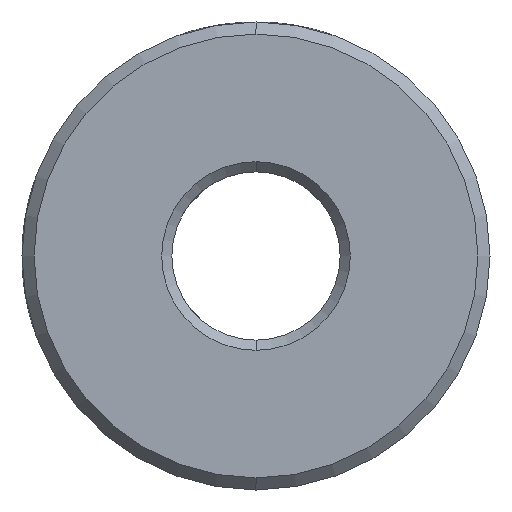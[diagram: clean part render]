
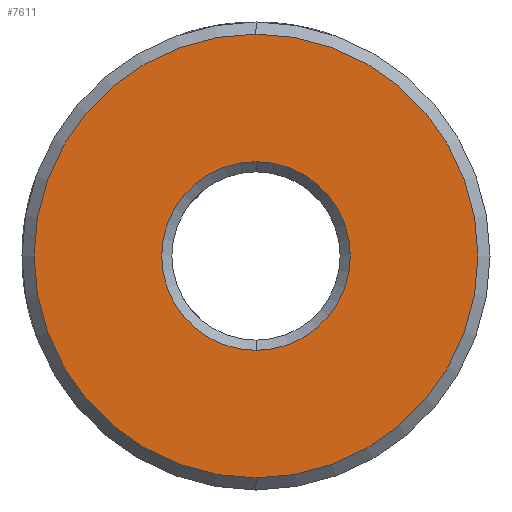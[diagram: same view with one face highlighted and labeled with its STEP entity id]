
A CAD part, left-side view. The second image highlights one B-rep face of the part: STEP entity #7611.
In plain terms, the highlighted planar face has unit normal (-1, 0, 0).
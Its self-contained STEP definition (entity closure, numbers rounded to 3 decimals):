
#82 = VERTEX_POINT ( 'NONE', #6770 ) ;
#277 = EDGE_LOOP ( 'NONE', ( #2574, #3918 ) ) ;
#511 = VERTEX_POINT ( 'NONE', #7598 ) ;
#872 = VERTEX_POINT ( 'NONE', #5621 ) ;
#1149 = PLANE ( 'NONE',  #1433 ) ;
#1152 = DIRECTION ( 'NONE',  ( -1., 0., 0. ) ) ;
#1367 = VERTEX_POINT ( 'NONE', #4768 ) ;
#1433 = AXIS2_PLACEMENT_3D ( 'NONE', #2335, #6508, #2944 ) ;
#1540 = CARTESIAN_POINT ( 'NONE',  ( 0., 0., 0. ) ) ;
#1773 = AXIS2_PLACEMENT_3D ( 'NONE', #6824, #3263, #7414 ) ;
#1843 = EDGE_CURVE ( 'NONE', #872, #82, #2529, .T. ) ;
#1944 = EDGE_CURVE ( 'NONE', #511, #1367, #6902, .T. ) ;
#2122 = DIRECTION ( 'NONE',  ( 0., 0., 1. ) ) ;
#2335 = CARTESIAN_POINT ( 'NONE',  ( 0., 0., 0. ) ) ;
#2494 = CARTESIAN_POINT ( 'NONE',  ( 0., 0., 0. ) ) ;
#2529 = CIRCLE ( 'NONE', #1773, 2.8 ) ;
#2574 = ORIENTED_EDGE ( 'NONE', *, *, #5138, .T. ) ;
#2944 = DIRECTION ( 'NONE',  ( 0., 0., 1. ) ) ;
#3006 = EDGE_CURVE ( 'NONE', #82, #872, #5971, .T. ) ;
#3100 = DIRECTION ( 'NONE',  ( 0., 0., 1. ) ) ;
#3263 = DIRECTION ( 'NONE',  ( 1., 0., 0. ) ) ;
#3598 = ORIENTED_EDGE ( 'NONE', *, *, #3006, .T. ) ;
#3718 = AXIS2_PLACEMENT_3D ( 'NONE', #2494, #6662, #3100 ) ;
#3918 = ORIENTED_EDGE ( 'NONE', *, *, #1944, .T. ) ;
#4560 = FACE_OUTER_BOUND ( 'NONE', #277, .T. ) ;
#4687 = CIRCLE ( 'NONE', #7225, 6.592 ) ;
#4708 = CARTESIAN_POINT ( 'NONE',  ( 0., 0., 0. ) ) ;
#4768 = CARTESIAN_POINT ( 'NONE',  ( 0., 0., -6.592 ) ) ;
#4968 = AXIS2_PLACEMENT_3D ( 'NONE', #1540, #5717, #2122 ) ;
#5138 = EDGE_CURVE ( 'NONE', #1367, #511, #4687, .T. ) ;
#5325 = DIRECTION ( 'NONE',  ( 0., 0., 1. ) ) ;
#5621 = CARTESIAN_POINT ( 'NONE',  ( 0., 0., 2.8 ) ) ;
#5717 = DIRECTION ( 'NONE',  ( -1., 0., 0. ) ) ;
#5971 = CIRCLE ( 'NONE', #3718, 2.8 ) ;
#6339 = ORIENTED_EDGE ( 'NONE', *, *, #1843, .T. ) ;
#6508 = DIRECTION ( 'NONE',  ( -1., 0., 0. ) ) ;
#6662 = DIRECTION ( 'NONE',  ( 1., 0., 0. ) ) ;
#6770 = CARTESIAN_POINT ( 'NONE',  ( 0., 0., -2.8 ) ) ;
#6824 = CARTESIAN_POINT ( 'NONE',  ( 0., 0., 0. ) ) ;
#6902 = CIRCLE ( 'NONE', #4968, 6.592 ) ;
#7225 = AXIS2_PLACEMENT_3D ( 'NONE', #4708, #1152, #5325 ) ;
#7414 = DIRECTION ( 'NONE',  ( 0., 0., 1. ) ) ;
#7541 = FACE_BOUND ( 'NONE', #7550, .T. ) ;
#7550 = EDGE_LOOP ( 'NONE', ( #6339, #3598 ) ) ;
#7598 = CARTESIAN_POINT ( 'NONE',  ( 0., 0., 6.592 ) ) ;
#7611 = ADVANCED_FACE ( 'NONE', ( #7541, #4560 ), #1149, .T. ) ;
